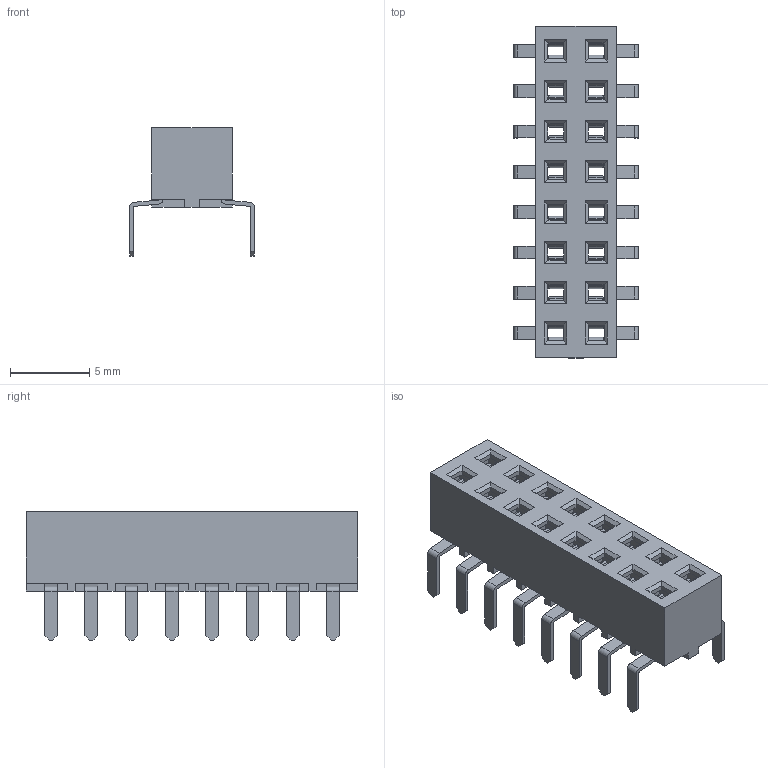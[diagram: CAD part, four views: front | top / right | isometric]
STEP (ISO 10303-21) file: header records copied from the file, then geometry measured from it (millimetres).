
FILE_DESCRIPTION(/* description */ ('Unknown'),/* implementation_level */ '2;1');
FILE_NAME(/* name */ 'J_Wurth_WR-PHD_613016216921',/* time_stamp */ '2025-04-18T16:41:23+08:00',/* author */ ('Unknown'),/* organization */ ('Unknown'),/* preprocessor_version */ 'ST-DEVELOPER v19.4',/* originating_system */ 'Solid Edge',/* authorisation */ 'Unknown');
FILE_SCHEMA (('AUTOMOTIVE_DESIGN {1 0 10303 214 3 1 1}'));
Length unit declared in the file: millimetre
Products named in the file (2): J_Wurth_WR-PHD_613016216921
Assembly tree (1 placements, depth 2):
  J_Wurth_WR-PHD_613016216921
    J_Wurth_WR-PHD_613016216921
Bounding box: 7.87 x 20.92 x 8.1 mm (x, y, z)
Volume: 338.2 mm3; surface area: 1375.3 mm2
Topology: 1 solids, 1 shells, 1334 faces, 3740 edges, 2376 vertices
Faces by surface type: plane 822, cylinder 512
Entity records: 52306 total; most frequent: CARTESIAN_POINT 8124, ORIENTED_EDGE 7480, DIRECTION 7116, EDGE_CURVE 3740, LINE 2652, VECTOR 2652, VERTEX_POINT 2376, AXIS2_PLACEMENT_3D 2232
